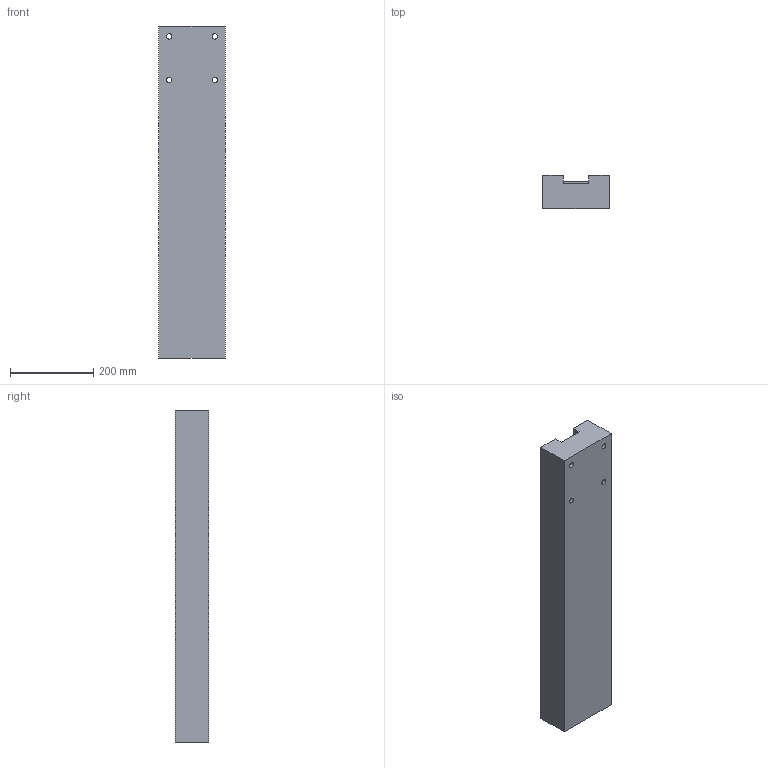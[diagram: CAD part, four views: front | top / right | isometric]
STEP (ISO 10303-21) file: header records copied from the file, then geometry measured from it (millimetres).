
FILE_DESCRIPTION(('FreeCAD Model'),'2;1');
FILE_NAME('Open CASCADE Shape Model','2025-04-11T16:46:06',(''),(''), 'Open CASCADE STEP processor 7.8','FreeCAD','Unknown');
FILE_SCHEMA(('AUTOMOTIVE_DESIGN { 1 0 10303 214 1 1 1 1 }'));
Length unit declared in the file: millimetre
Products named in the file (1): Bed800
Bounding box: 160 x 80 x 800 mm (x, y, z)
Volume: 8908471.6 mm3; surface area: 460241.9 mm2
Topology: 1 solids, 1 shells, 98 faces, 174 edges, 116 vertices
Faces by surface type: plane 56, cylinder 42
Full cylindrical faces by diameter (mm): 6.4 x38, 13 x4
Entity records: 4722 total; most frequent: DIRECTION 798, CARTESIAN_POINT 773, LINE 354, VECTOR 354, ORIENTED_EDGE 348, PCURVE 348, DEFINITIONAL_REPRESENTATION 348, AXIS2_PLACEMENT_3D 183
